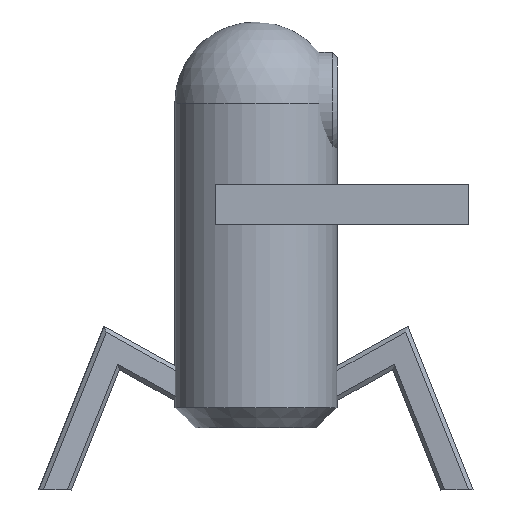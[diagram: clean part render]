
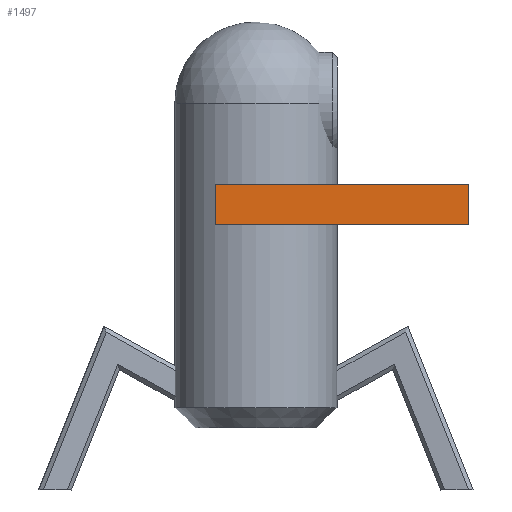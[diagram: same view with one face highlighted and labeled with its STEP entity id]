
A CAD part, front view. The second image highlights one B-rep face of the part: STEP entity #1497.
In plain terms, the highlighted planar face has unit normal (0, -1, 0).
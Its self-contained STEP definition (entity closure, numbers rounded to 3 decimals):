
#198=LINE('',#2609,#273);
#202=LINE('',#2616,#277);
#205=LINE('',#2622,#280);
#207=LINE('',#2625,#282);
#273=VECTOR('',#1938,10.);
#277=VECTOR('',#1944,10.);
#280=VECTOR('',#1949,10.);
#282=VECTOR('',#1953,10.);
#371=FACE_OUTER_BOUND('',#488,.T.);
#488=EDGE_LOOP('',(#1146,#1147,#1148,#1149));
#656=VERTEX_POINT('',#2606);
#657=VERTEX_POINT('',#2608);
#659=VERTEX_POINT('',#2614);
#661=VERTEX_POINT('',#2620);
#828=EDGE_CURVE('',#656,#657,#198,.T.);
#832=EDGE_CURVE('',#659,#656,#202,.T.);
#835=EDGE_CURVE('',#661,#659,#205,.T.);
#837=EDGE_CURVE('',#657,#661,#207,.T.);
#1146=ORIENTED_EDGE('',*,*,#837,.F.);
#1147=ORIENTED_EDGE('',*,*,#828,.F.);
#1148=ORIENTED_EDGE('',*,*,#832,.F.);
#1149=ORIENTED_EDGE('',*,*,#835,.F.);
#1391=PLANE('',#1657);
#1497=ADVANCED_FACE('',(#371),#1391,.F.);
#1657=AXIS2_PLACEMENT_3D('',#2626,#1954,#1955);
#1938=DIRECTION('',(-1.,0.,0.));
#1944=DIRECTION('',(0.,0.,-1.));
#1949=DIRECTION('',(1.,0.,0.));
#1953=DIRECTION('',(0.,0.,1.));
#1954=DIRECTION('center_axis',(0.,1.,0.));
#1955=DIRECTION('ref_axis',(0.,0.,1.));
#2606=CARTESIAN_POINT('',(1049.007,-550.,1000.));
#2608=CARTESIAN_POINT('',(-200.993,-550.,1000.));
#2609=CARTESIAN_POINT('',(1049.007,-550.,1000.));
#2614=CARTESIAN_POINT('',(1049.007,-550.,1200.));
#2616=CARTESIAN_POINT('',(1049.007,-550.,1200.));
#2620=CARTESIAN_POINT('',(-200.993,-550.,1200.));
#2622=CARTESIAN_POINT('',(-200.993,-550.,1200.));
#2625=CARTESIAN_POINT('',(-200.993,-550.,1000.));
#2626=CARTESIAN_POINT('Origin',(424.007,-550.,1100.));
